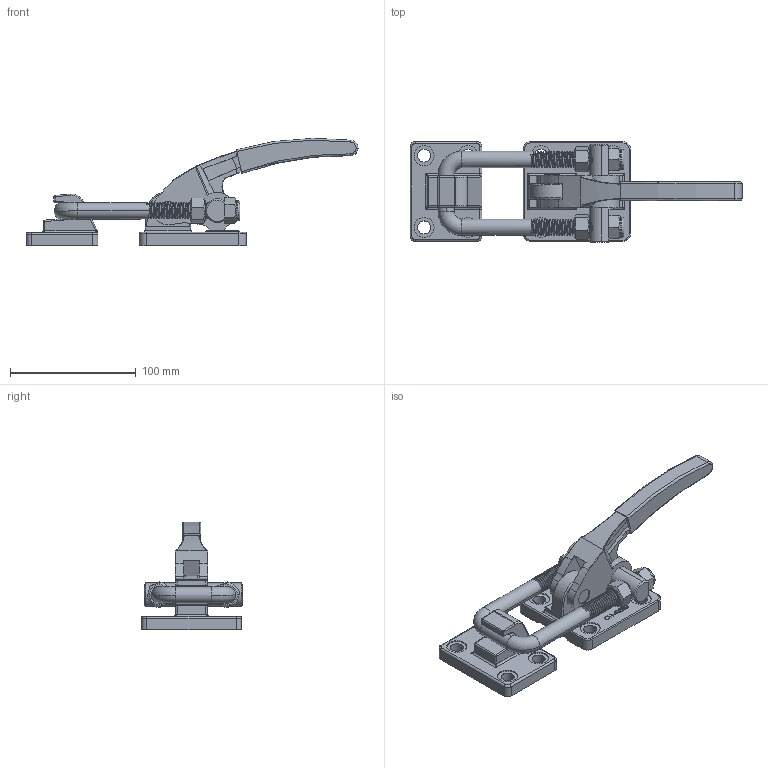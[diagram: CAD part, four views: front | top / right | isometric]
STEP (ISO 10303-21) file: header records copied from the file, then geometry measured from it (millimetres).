
FILE_DESCRIPTION (( 'STEP AP203' ), '1' );
FILE_NAME ('CH-40380.STEP', '2017-12-02T02:25:04', ( 'Windows' ), ( 'Microsoft' ), 'SwSTEP 2.0', 'SolidWorks 2015', '' );
FILE_SCHEMA (( 'CONFIG_CONTROL_DESIGN' ));
Length unit declared in the file: millimetre
Products named in the file (10): CH-40380-05 ROTOR; CH-40380-02 HOOK; 1-2 LOOK NUT; 1-2-12 NUT; CH-40370-04 PERMANENT SEAT; CH-40380-01 BASE; CH-40380; CH-40380-03 HANDLE; CH-40380-07; CH-40380-06
Assembly tree (11 placements, depth 2):
  CH-40380
    CH-40380-01 BASE
    CH-40380-03 HANDLE
    CH-40380-07
    CH-40380-06
    CH-40380-05 ROTOR
    CH-40380-02 HOOK
    1-2 LOOK NUT  x2
    1-2-12 NUT  x2
    CH-40370-04 PERMANENT SEAT
Bounding box: 264.35 x 80.16 x 85.48 mm (x, y, z)
Volume: 267562.9 mm3; surface area: 91717.5 mm2
Topology: 11 solids, 11 shells, 1373 faces, 3824 edges, 2502 vertices
Faces by surface type: plane 713, cylinder 337, bspline 222, cone 52, torus 39, sphere 10
Entity records: 59275 total; most frequent: CARTESIAN_POINT 26725, ORIENTED_EDGE 7282, DIRECTION 5629, EDGE_CURVE 3641, VERTEX_POINT 2388, LINE 2083, VECTOR 2083, AXIS2_PLACEMENT_3D 1773
